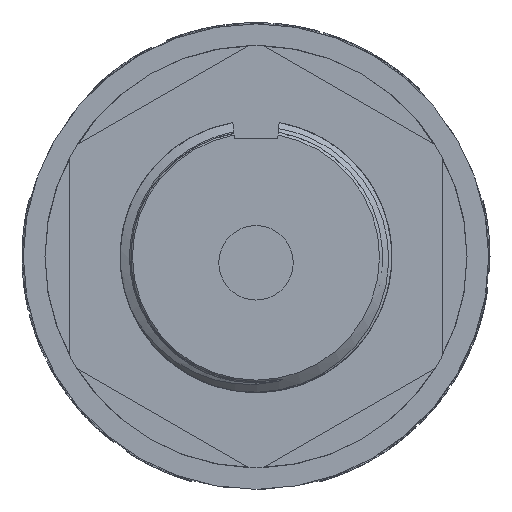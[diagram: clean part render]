
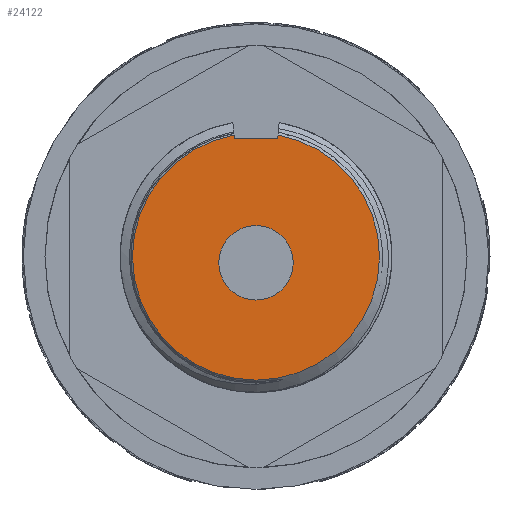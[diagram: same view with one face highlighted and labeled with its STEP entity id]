
A CAD part, front view. The second image highlights one B-rep face of the part: STEP entity #24122.
In plain terms, the highlighted planar face has unit normal (0, -1, 0).
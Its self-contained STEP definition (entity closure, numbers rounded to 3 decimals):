
#1302=FACE_BOUND('',#4291,.T.);
#2883=FACE_OUTER_BOUND('',#4290,.T.);
#4290=EDGE_LOOP('',(#21910,#21911,#21912,#21913));
#4291=EDGE_LOOP('',(#21914));
#6097=LINE('',#46034,#7879);
#6100=LINE('',#46195,#7882);
#6104=LINE('',#46351,#7886);
#7879=VECTOR('',#33816,10.);
#7882=VECTOR('',#33821,10.);
#7886=VECTOR('',#33827,10.);
#9098=CIRCLE('',#26801,3.);
#9102=CIRCLE('',#26808,9.95);
#11411=VERTEX_POINT('',#46031);
#11412=VERTEX_POINT('',#46033);
#11421=VERTEX_POINT('',#46193);
#11433=VERTEX_POINT('',#46347);
#11434=VERTEX_POINT('',#46353);
#14906=EDGE_CURVE('',#11412,#11411,#6097,.T.);
#14918=EDGE_CURVE('',#11411,#11421,#6100,.T.);
#14931=EDGE_CURVE('',#11421,#11433,#6104,.T.);
#14932=EDGE_CURVE('',#11434,#11434,#9098,.T.);
#14943=EDGE_CURVE('',#11412,#11433,#9102,.T.);
#21910=ORIENTED_EDGE('',*,*,#14906,.T.);
#21911=ORIENTED_EDGE('',*,*,#14918,.T.);
#21912=ORIENTED_EDGE('',*,*,#14931,.T.);
#21913=ORIENTED_EDGE('',*,*,#14943,.F.);
#21914=ORIENTED_EDGE('',*,*,#14932,.T.);
#22847=PLANE('',#26809);
#24122=ADVANCED_FACE('',(#2883,#1302),#22847,.T.);
#26801=AXIS2_PLACEMENT_3D('',#46354,#33830,#33831);
#26808=AXIS2_PLACEMENT_3D('',#46825,#33845,#33846);
#26809=AXIS2_PLACEMENT_3D('',#46880,#33847,#33848);
#33816=DIRECTION('',(-0.087,0.,-0.996));
#33821=DIRECTION('',(-1.,0.,0.));
#33827=DIRECTION('',(-0.087,0.,0.996));
#33830=DIRECTION('center_axis',(0.,1.,0.));
#33831=DIRECTION('ref_axis',(-1.,0.,0.));
#33845=DIRECTION('center_axis',(0.,1.,0.));
#33846=DIRECTION('ref_axis',(0.,0.,
1.));
#33847=DIRECTION('center_axis',(0.,-1.,0.));
#33848=DIRECTION('ref_axis',(-1.,0.,0.));
#46031=CARTESIAN_POINT('',(1.75,-61.7,9.5));
#46033=CARTESIAN_POINT('',(1.775,-61.7,9.79));
#46034=CARTESIAN_POINT('',(1.606,-61.7,7.849));
#46193=CARTESIAN_POINT('',(-1.75,-61.7,9.5));
#46195=CARTESIAN_POINT('',(0.875,-61.7,9.5));
#46347=CARTESIAN_POINT('',(-1.775,-61.7,9.79));
#46351=CARTESIAN_POINT('',(-1.547,-61.7,7.179));
#46353=CARTESIAN_POINT('',(3.,-61.7,-0.5));
#46354=CARTESIAN_POINT('Origin',(0.,-61.7,-0.5));
#46825=CARTESIAN_POINT('Origin',(0.,-61.7,0.));
#46880=CARTESIAN_POINT('Origin',(0.,-61.7,4.975));
